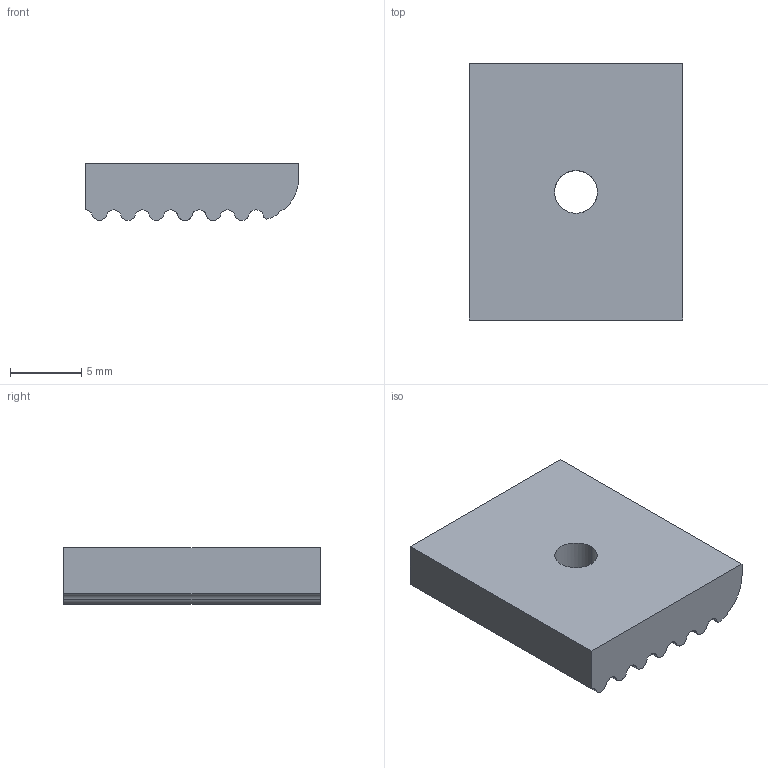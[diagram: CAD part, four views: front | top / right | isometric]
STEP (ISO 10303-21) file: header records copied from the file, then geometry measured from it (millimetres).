
FILE_DESCRIPTION (( 'STEP AP214' ), '1' );
FILE_NAME ('BeltClip.STEP', '2021-08-15T02:40:43', ( '' ), ( '' ), 'SwSTEP 2.0', 'SolidWorks 2020', '' );
FILE_SCHEMA (( 'AUTOMOTIVE_DESIGN' ));
Length unit declared in the file: millimetre
Products named in the file (1): BeltClip
Bounding box: 15 x 18 x 4 mm (x, y, z)
Volume: 931.6 mm3; surface area: 851.1 mm2
Topology: 1 solids, 1 shells, 34 faces, 97 edges, 64 vertices
Faces by surface type: cylinder 29, plane 5
Entity records: 1227 total; most frequent: CARTESIAN_POINT 272, DIRECTION 205, ORIENTED_EDGE 194, EDGE_CURVE 97, AXIS2_PLACEMENT_3D 83, VERTEX_POINT 64, CIRCLE 48, LINE 39
